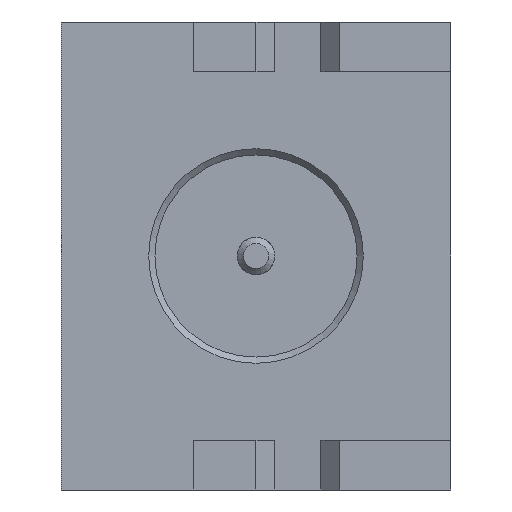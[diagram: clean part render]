
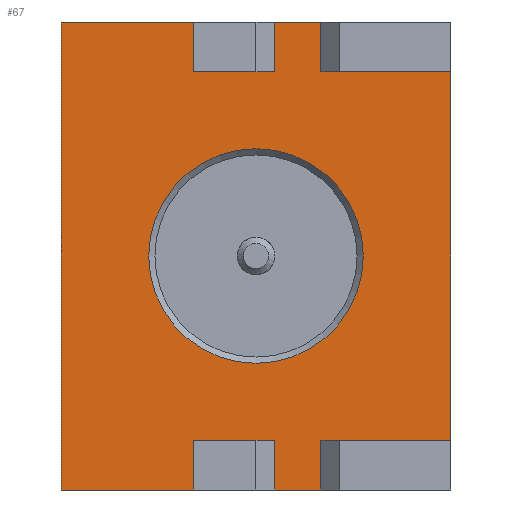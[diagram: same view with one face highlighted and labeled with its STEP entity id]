
A CAD part, left-side view. The second image highlights one B-rep face of the part: STEP entity #67.
In plain terms, the highlighted planar face has unit normal (-1, 0, 0).
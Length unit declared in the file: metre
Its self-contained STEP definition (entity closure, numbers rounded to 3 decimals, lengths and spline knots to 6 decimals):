
#67 = ADVANCED_FACE( '', ( #174, #175 ), #176, .F. );
#174 = FACE_OUTER_BOUND( '', #1671, .T. );
#175 = FACE_BOUND( '', #1672, .T. );
#176 = PLANE( '', #1673 );
#1671 = EDGE_LOOP( '', ( #2778, #2779, #2780, #2781, #2782, #2783, #2784, #2785, #2786, #2787, #2788, #2789, #2790, #2791, #2792, #2793 ) );
#1672 = EDGE_LOOP( '', ( #2794 ) );
#1673 = AXIS2_PLACEMENT_3D( '', #2795, #2796, #2797 );
#2778 = ORIENTED_EDGE( '', *, *, #3221, .F. );
#2779 = ORIENTED_EDGE( '', *, *, #3222, .T. );
#2780 = ORIENTED_EDGE( '', *, *, #3223, .F. );
#2781 = ORIENTED_EDGE( '', *, *, #3224, .F. );
#2782 = ORIENTED_EDGE( '', *, *, #3225, .T. );
#2783 = ORIENTED_EDGE( '', *, *, #3207, .F. );
#2784 = ORIENTED_EDGE( '', *, *, #3226, .F. );
#2785 = ORIENTED_EDGE( '', *, *, #3227, .F. );
#2786 = ORIENTED_EDGE( '', *, *, #3228, .F. );
#2787 = ORIENTED_EDGE( '', *, *, #3229, .F. );
#2788 = ORIENTED_EDGE( '', *, *, #3230, .T. );
#2789 = ORIENTED_EDGE( '', *, *, #3231, .F. );
#2790 = ORIENTED_EDGE( '', *, *, #3232, .F. );
#2791 = ORIENTED_EDGE( '', *, *, #3233, .F. );
#2792 = ORIENTED_EDGE( '', *, *, #3234, .T. );
#2793 = ORIENTED_EDGE( '', *, *, #3235, .F. );
#2794 = ORIENTED_EDGE( '', *, *, #3236, .T. );
#2795 = CARTESIAN_POINT( '', ( 0., 0., 0. ) );
#2796 = DIRECTION( '', ( 1., 0., 0. ) );
#2797 = DIRECTION( '', ( 0., 1., 0. ) );
#3207 = EDGE_CURVE( '', #3446, #3448, #3449, .T. );
#3221 = EDGE_CURVE( '', #3472, #3473, #3474, .T. );
#3222 = EDGE_CURVE( '', #3472, #3475, #3476, .T. );
#3223 = EDGE_CURVE( '', #3477, #3475, #3478, .T. );
#3224 = EDGE_CURVE( '', #3479, #3477, #3480, .T. );
#3225 = EDGE_CURVE( '', #3479, #3448, #3481, .T. );
#3226 = EDGE_CURVE( '', #3482, #3446, #3483, .T. );
#3227 = EDGE_CURVE( '', #3484, #3482, #3485, .T. );
#3228 = EDGE_CURVE( '', #3486, #3484, #3487, .T. );
#3229 = EDGE_CURVE( '', #3488, #3486, #3489, .T. );
#3230 = EDGE_CURVE( '', #3488, #3490, #3491, .T. );
#3231 = EDGE_CURVE( '', #3492, #3490, #3493, .T. );
#3232 = EDGE_CURVE( '', #3494, #3492, #3495, .T. );
#3233 = EDGE_CURVE( '', #3496, #3494, #3497, .T. );
#3234 = EDGE_CURVE( '', #3496, #3498, #3499, .T. );
#3235 = EDGE_CURVE( '', #3473, #3498, #3500, .T. );
#3236 = EDGE_CURVE( '', #3501, #3501, #3502, .T. );
#3446 = VERTEX_POINT( '', #4644 );
#3448 = VERTEX_POINT( '', #4647 );
#3449 = LINE( '', #4648, #4649 );
#3472 = VERTEX_POINT( '', #4734 );
#3473 = VERTEX_POINT( '', #4735 );
#3474 = LINE( '', #4736, #4737 );
#3475 = VERTEX_POINT( '', #4738 );
#3476 = LINE( '', #4739, #4740 );
#3477 = VERTEX_POINT( '', #4741 );
#3478 = LINE( '', #4742, #4743 );
#3479 = VERTEX_POINT( '', #4744 );
#3480 = LINE( '', #4745, #4746 );
#3481 = LINE( '', #4747, #4748 );
#3482 = VERTEX_POINT( '', #4749 );
#3483 = LINE( '', #4750, #4751 );
#3484 = VERTEX_POINT( '', #4752 );
#3485 = LINE( '', #4753, #4754 );
#3486 = VERTEX_POINT( '', #4755 );
#3487 = LINE( '', #4756, #4757 );
#3488 = VERTEX_POINT( '', #4758 );
#3489 = LINE( '', #4759, #4760 );
#3490 = VERTEX_POINT( '', #4761 );
#3491 = LINE( '', #4762, #4763 );
#3492 = VERTEX_POINT( '', #4764 );
#3493 = LINE( '', #4765, #4766 );
#3494 = VERTEX_POINT( '', #4767 );
#3495 = LINE( '', #4768, #4769 );
#3496 = VERTEX_POINT( '', #4770 );
#3497 = LINE( '', #4771, #4772 );
#3498 = VERTEX_POINT( '', #4773 );
#3499 = LINE( '', #4774, #4775 );
#3500 = LINE( '', #4776, #4777 );
#3501 = VERTEX_POINT( '', #4778 );
#3502 = CIRCLE( '', #4779, 0.002184 );
#4644 = CARTESIAN_POINT( '', ( 0., 0.00127, 0.003747 ) );
#4647 = CARTESIAN_POINT( '', ( 0., -0.000381, 0.003747 ) );
#4648 = CARTESIAN_POINT( '', ( 0., 0.00127, 0.003747 ) );
#4649 = VECTOR( '', #5084, 1. );
#4734 = CARTESIAN_POINT( '', ( 0., -0.003962, 0.003747 ) );
#4735 = CARTESIAN_POINT( '', ( 0., -0.003962, -0.003747 ) );
#4736 = CARTESIAN_POINT( '', ( 0., -0.003962, 0.003747 ) );
#4737 = VECTOR( '', #5108, 1. );
#4738 = CARTESIAN_POINT( '', ( 0., -0.001321, 0.003747 ) );
#4739 = CARTESIAN_POINT( '', ( 0., -0.003962, 0.003747 ) );
#4740 = VECTOR( '', #5109, 1. );
#4741 = CARTESIAN_POINT( '', ( 0., -0.001321, 0.004763 ) );
#4742 = CARTESIAN_POINT( '', ( 0., -0.001321, 0.004763 ) );
#4743 = VECTOR( '', #5110, 1. );
#4744 = CARTESIAN_POINT( '', ( 0., -0.000381, 0.004763 ) );
#4745 = CARTESIAN_POINT( '', ( 0., -0.000381, 0.004763 ) );
#4746 = VECTOR( '', #5111, 1. );
#4747 = CARTESIAN_POINT( '', ( 0., -0.000381, 0.004763 ) );
#4748 = VECTOR( '', #5112, 1. );
#4749 = CARTESIAN_POINT( '', ( 0., 0.00127, 0.004763 ) );
#4750 = CARTESIAN_POINT( '', ( 0., 0.00127, 0.004763 ) );
#4751 = VECTOR( '', #5113, 1. );
#4752 = CARTESIAN_POINT( '', ( 0., 0.003962, 0.004763 ) );
#4753 = CARTESIAN_POINT( '', ( 0., 0.003962, 0.004763 ) );
#4754 = VECTOR( '', #5114, 1. );
#4755 = CARTESIAN_POINT( '', ( 0., 0.003962, -0.004763 ) );
#4756 = CARTESIAN_POINT( '', ( 0., 0.003962, -0.004763 ) );
#4757 = VECTOR( '', #5115, 1. );
#4758 = CARTESIAN_POINT( '', ( 0., 0.00127, -0.004763 ) );
#4759 = CARTESIAN_POINT( '', ( 0., 0.00127, -0.004763 ) );
#4760 = VECTOR( '', #5116, 1. );
#4761 = CARTESIAN_POINT( '', ( 0., 0.00127, -0.003747 ) );
#4762 = CARTESIAN_POINT( '', ( 0., 0.00127, -0.004763 ) );
#4763 = VECTOR( '', #5117, 1. );
#4764 = CARTESIAN_POINT( '', ( 0., -0.000381, -0.003747 ) );
#4765 = CARTESIAN_POINT( '', ( 0., -0.000381, -0.003747 ) );
#4766 = VECTOR( '', #5118, 1. );
#4767 = CARTESIAN_POINT( '', ( 0., -0.000381, -0.004763 ) );
#4768 = CARTESIAN_POINT( '', ( 0., -0.000381, -0.004763 ) );
#4769 = VECTOR( '', #5119, 1. );
#4770 = CARTESIAN_POINT( '', ( 0., -0.001321, -0.004763 ) );
#4771 = CARTESIAN_POINT( '', ( 0., -0.001321, -0.004763 ) );
#4772 = VECTOR( '', #5120, 1. );
#4773 = CARTESIAN_POINT( '', ( 0., -0.001321, -0.003747 ) );
#4774 = CARTESIAN_POINT( '', ( 0., -0.001321, -0.004763 ) );
#4775 = VECTOR( '', #5121, 1. );
#4776 = CARTESIAN_POINT( '', ( 0., -0.003962, -0.003747 ) );
#4777 = VECTOR( '', #5122, 1. );
#4778 = CARTESIAN_POINT( '', ( 0., -0.002184, 0. ) );
#4779 = AXIS2_PLACEMENT_3D( '', #5123, #5124, #5125 );
#5084 = DIRECTION( '', ( 0., -1., 0. ) );
#5108 = DIRECTION( '', ( 0., 0., -1. ) );
#5109 = DIRECTION( '', ( 0., 1., 0. ) );
#5110 = DIRECTION( '', ( 0., 0., -1. ) );
#5111 = DIRECTION( '', ( 0., -1., 0. ) );
#5112 = DIRECTION( '', ( 0., 0., -1. ) );
#5113 = DIRECTION( '', ( 0., 0., -1. ) );
#5114 = DIRECTION( '', ( 0., -1., 0. ) );
#5115 = DIRECTION( '', ( 0., 0., 1. ) );
#5116 = DIRECTION( '', ( 0., 1., 0. ) );
#5117 = DIRECTION( '', ( 0., 0., 1. ) );
#5118 = DIRECTION( '', ( 0., 1., 0. ) );
#5119 = DIRECTION( '', ( 0., 0., 1. ) );
#5120 = DIRECTION( '', ( 0., 1., 0. ) );
#5121 = DIRECTION( '', ( 0., 0., 1. ) );
#5122 = DIRECTION( '', ( 0., 1., 0. ) );
#5123 = CARTESIAN_POINT( '', ( 0., 0., 0. ) );
#5124 = DIRECTION( '', ( 1., 0., 0. ) );
#5125 = DIRECTION( '', ( 0., -1., 0. ) );
